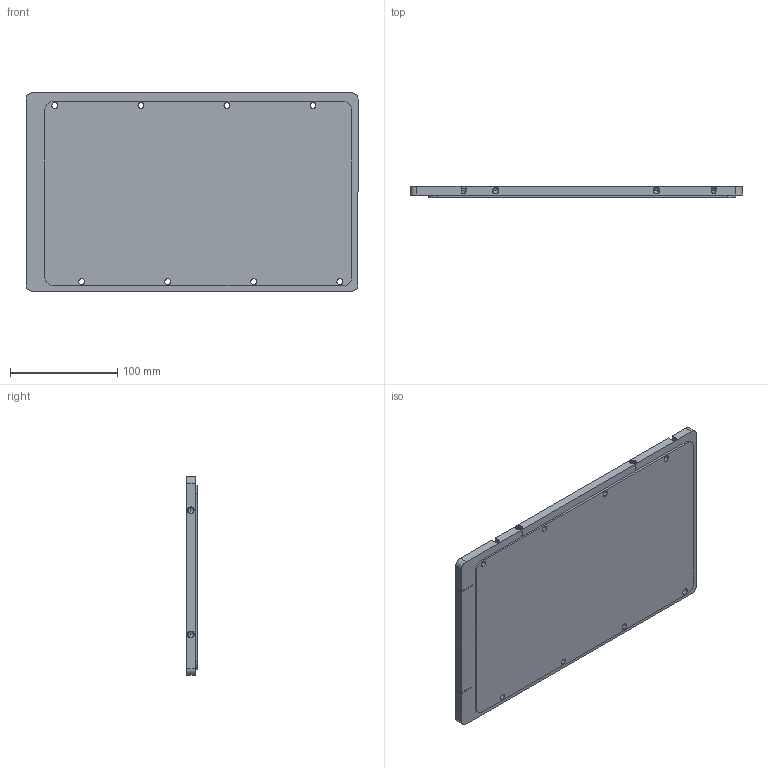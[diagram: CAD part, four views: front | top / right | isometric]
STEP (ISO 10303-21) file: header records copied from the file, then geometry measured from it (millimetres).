
FILE_DESCRIPTION (( 'STEP AP214' ), '1' );
FILE_NAME ('AccumColdPlateMarcello.STEP', '2024-10-17T04:24:54', ( '' ), ( '' ), 'SwSTEP 2.0', 'SolidWorks 2024', '' );
FILE_SCHEMA (( 'AUTOMOTIVE_DESIGN' ));
Length unit declared in the file: millimetre
Products named in the file (1): AccumColdPlateMarcello
Bounding box: 309.7 x 10 x 185.3 mm (x, y, z)
Volume: 527714 mm3; surface area: 136380.9 mm2
Topology: 1 solids, 1 shells, 318 faces, 848 edges, 537 vertices
Faces by surface type: cylinder 220, plane 48, torus 20, cone 16, bspline 14
Entity records: 21289 total; most frequent: CARTESIAN_POINT 14168, ORIENTED_EDGE 1680, DIRECTION 1340, EDGE_CURVE 840, VERTEX_POINT 537, AXIS2_PLACEMENT_3D 509, EDGE_LOOP 347, LINE 322
